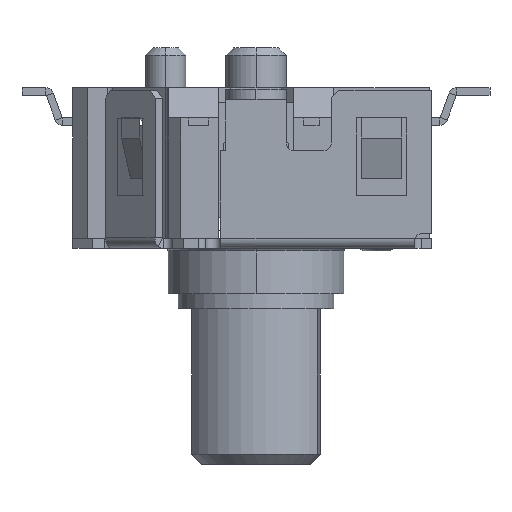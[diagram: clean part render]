
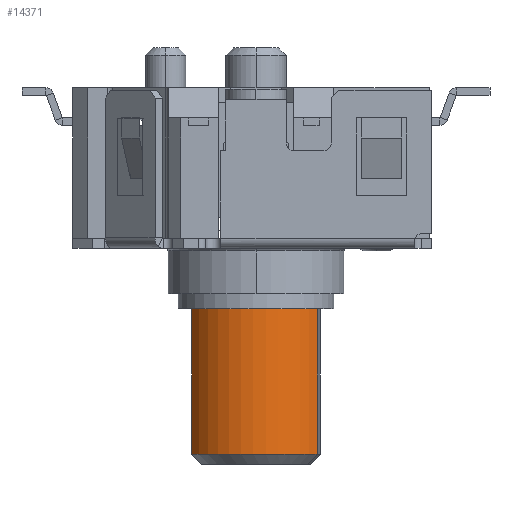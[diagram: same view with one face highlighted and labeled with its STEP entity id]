
A CAD part, left-side view. The second image highlights one B-rep face of the part: STEP entity #14371.
In plain terms, the highlighted cylindrical face has radius 1.5 mm (diameter 3 mm), a partial arc.
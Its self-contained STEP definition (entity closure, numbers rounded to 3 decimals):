
#3205 = AXIS2_PLACEMENT_3D ( 'NONE', #26059, #26060, #26073 ) ;
#3508 = CARTESIAN_POINT ( 'NONE',  ( -1.259, 1.354, -2.775 ) ) ;
#5741 = VERTEX_POINT ( 'NONE', #18884 ) ;
#5760 = VERTEX_POINT ( 'NONE', #18877 ) ;
#6081 = VERTEX_POINT ( 'NONE', #3508 ) ;
#6676 = VERTEX_POINT ( 'NONE', #29951 ) ;
#8184 = CARTESIAN_POINT ( 'NONE',  ( -0.475, 0.075, -2.775 ) ) ;
#8185 = DIRECTION ( 'NONE',  ( 0., 0., -1. ) ) ;
#8186 = DIRECTION ( 'NONE',  ( 0.036, 0.999, 0. ) ) ;
#11118 = EDGE_LOOP ( 'NONE', ( #24623, #24755, #24584, #24386 ) ) ;
#13698 = AXIS2_PLACEMENT_3D ( 'NONE', #8184, #8185, #8186 ) ;
#13793 = AXIS2_PLACEMENT_3D ( 'NONE', #25436, #25437, #25438 ) ;
#14371 = ADVANCED_FACE ( 'NONE', ( #31054 ), #31062, .T. ) ;
#18877 = CARTESIAN_POINT ( 'NONE',  ( -1.259, 1.354, -5.675 ) ) ;
#18884 = CARTESIAN_POINT ( 'NONE',  ( -1.349, -1.144, -2.775 ) ) ;
#21333 = CIRCLE ( 'NONE', #13698, 1.5 ) ;
#23744 = EDGE_CURVE ( 'NONE', #5741, #6081, #21333, .T. ) ;
#24057 = EDGE_CURVE ( 'NONE', #6676, #5741, #29406, .T. ) ;
#24065 = EDGE_CURVE ( 'NONE', #6081, #5760, #29409, .T. ) ;
#24124 = EDGE_CURVE ( 'NONE', #5760, #6676, #29427, .T. ) ;
#24386 = ORIENTED_EDGE ( 'NONE', *, *, #23744, .T. ) ;
#24584 = ORIENTED_EDGE ( 'NONE', *, *, #24057, .T. ) ;
#24623 = ORIENTED_EDGE ( 'NONE', *, *, #24065, .T. ) ;
#24755 = ORIENTED_EDGE ( 'NONE', *, *, #24124, .T. ) ;
#25378 = DIRECTION ( 'NONE',  ( 0., 0., 1. ) ) ;
#25379 = CARTESIAN_POINT ( 'NONE',  ( -1.349, -1.144, -5.875 ) ) ;
#25383 = CARTESIAN_POINT ( 'NONE',  ( -1.259, 1.354, -5.875 ) ) ;
#25384 = DIRECTION ( 'NONE',  ( 0., 0., -1. ) ) ;
#25436 = CARTESIAN_POINT ( 'NONE',  ( -0.475, 0.075, -5.675 ) ) ;
#25437 = DIRECTION ( 'NONE',  ( 0., 0., 1. ) ) ;
#25438 = DIRECTION ( 'NONE',  ( -0.036, -0.999, 0. ) ) ;
#26059 = CARTESIAN_POINT ( 'NONE',  ( -0.475, 0.075, -5.875 ) ) ;
#26060 = DIRECTION ( 'NONE',  ( 0., 0., 1. ) ) ;
#26073 = DIRECTION ( 'NONE',  ( 0.036, 0.999, 0. ) ) ;
#29406 = LINE ( 'NONE', #25379, #29408 ) ;
#29408 = VECTOR ( 'NONE', #25378, 1000. ) ;
#29409 = LINE ( 'NONE', #25383, #29411 ) ;
#29411 = VECTOR ( 'NONE', #25384, 1000. ) ;
#29427 = CIRCLE ( 'NONE', #13793, 1.5 ) ;
#29951 = CARTESIAN_POINT ( 'NONE',  ( -1.349, -1.144, -5.675 ) ) ;
#31054 = FACE_OUTER_BOUND ( 'NONE', #11118, .T. ) ;
#31062 = CYLINDRICAL_SURFACE ( 'NONE', #3205, 1.5 ) ;
